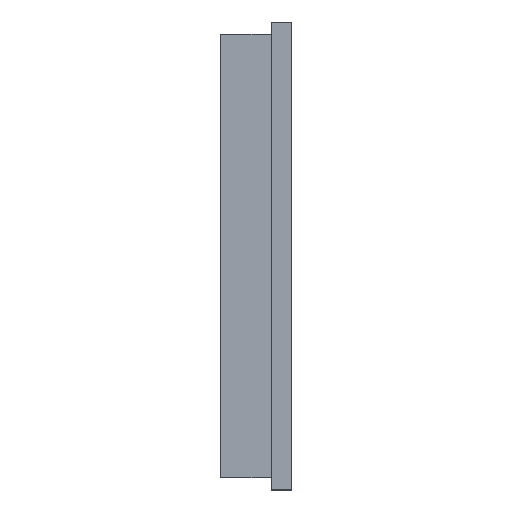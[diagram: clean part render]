
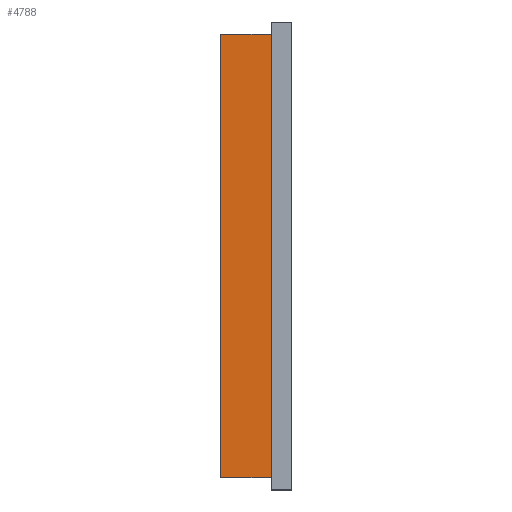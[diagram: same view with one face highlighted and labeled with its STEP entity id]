
A CAD part, left-side view. The second image highlights one B-rep face of the part: STEP entity #4788.
In plain terms, the highlighted planar face has unit normal (-1, 0, 0).
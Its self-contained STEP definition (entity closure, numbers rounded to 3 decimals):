
#1007 = ORIENTED_EDGE ( 'NONE', *, *, #6960, .T. ) ;
#2065 = VECTOR ( 'NONE', #3053, 1000. ) ;
#2210 = LINE ( 'NONE', #6611, #5512 ) ;
#2371 = LINE ( 'NONE', #13378, #16478 ) ;
#2455 = VERTEX_POINT ( 'NONE', #5186 ) ;
#3053 = DIRECTION ( 'NONE',  ( 0., -1., 0. ) ) ;
#3327 = EDGE_CURVE ( 'NONE', #10162, #2455, #16272, .T. ) ;
#3520 = EDGE_CURVE ( 'NONE', #2455, #6622, #2371, .T. ) ;
#4788 = ADVANCED_FACE ( 'NONE', ( #15311 ), #13806, .F. ) ;
#5186 = CARTESIAN_POINT ( 'NONE',  ( -5.95, 1.76, 5.5 ) ) ;
#5303 = DIRECTION ( 'NONE',  ( 1., 0., 0. ) ) ;
#5367 = CARTESIAN_POINT ( 'NONE',  ( -5.95, 19.725, -5.5 ) ) ;
#5512 = VECTOR ( 'NONE', #7910, 1000. ) ;
#6611 = CARTESIAN_POINT ( 'NONE',  ( -5.95, 0.5, -5.5 ) ) ;
#6622 = VERTEX_POINT ( 'NONE', #6921 ) ;
#6921 = CARTESIAN_POINT ( 'NONE',  ( -5.95, 0.5, 5.5 ) ) ;
#6960 = EDGE_CURVE ( 'NONE', #10162, #13636, #10033, .T. ) ;
#7910 = DIRECTION ( 'NONE',  ( 0., 0., 1. ) ) ;
#9209 = ORIENTED_EDGE ( 'NONE', *, *, #3520, .F. ) ;
#9766 = EDGE_LOOP ( 'NONE', ( #11954, #1007, #14513, #9209 ) ) ;
#9786 = DIRECTION ( 'NONE',  ( 0., 0., 1. ) ) ;
#10033 = LINE ( 'NONE', #14153, #2065 ) ;
#10162 = VERTEX_POINT ( 'NONE', #15175 ) ;
#11034 = DIRECTION ( 'NONE',  ( 0., 0., -1. ) ) ;
#11954 = ORIENTED_EDGE ( 'NONE', *, *, #3327, .F. ) ;
#12727 = VECTOR ( 'NONE', #9786, 1000. ) ;
#13378 = CARTESIAN_POINT ( 'NONE',  ( -5.95, 19.725, 5.5 ) ) ;
#13636 = VERTEX_POINT ( 'NONE', #15839 ) ;
#13806 = PLANE ( 'NONE',  #17684 ) ;
#14153 = CARTESIAN_POINT ( 'NONE',  ( -5.95, 19.725, -5.5 ) ) ;
#14513 = ORIENTED_EDGE ( 'NONE', *, *, #17772, .T. ) ;
#15175 = CARTESIAN_POINT ( 'NONE',  ( -5.95, 1.76, -5.5 ) ) ;
#15311 = FACE_OUTER_BOUND ( 'NONE', #9766, .T. ) ;
#15624 = CARTESIAN_POINT ( 'NONE',  ( -5.95, 1.76, -5.5 ) ) ;
#15839 = CARTESIAN_POINT ( 'NONE',  ( -5.95, 0.5, -5.5 ) ) ;
#16061 = DIRECTION ( 'NONE',  ( 0., -1., 0. ) ) ;
#16272 = LINE ( 'NONE', #15624, #12727 ) ;
#16478 = VECTOR ( 'NONE', #16061, 1000. ) ;
#17684 = AXIS2_PLACEMENT_3D ( 'NONE', #5367, #5303, #11034 ) ;
#17772 = EDGE_CURVE ( 'NONE', #13636, #6622, #2210, .T. ) ;
